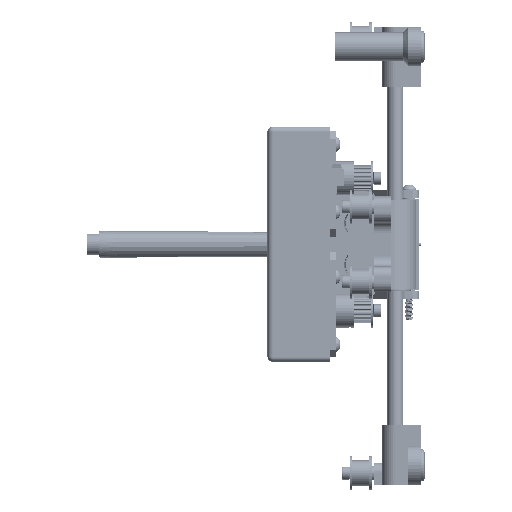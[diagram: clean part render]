
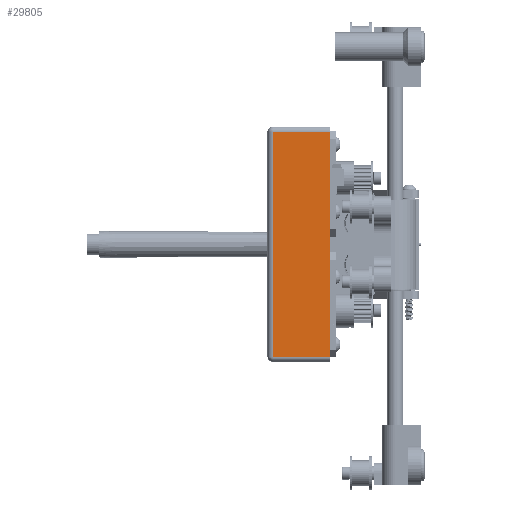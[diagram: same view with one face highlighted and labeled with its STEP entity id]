
A CAD part, left-side view. The second image highlights one B-rep face of the part: STEP entity #29805.
In plain terms, the highlighted face is planar.
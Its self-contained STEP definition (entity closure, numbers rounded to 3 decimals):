
#25984=DIRECTION('',(-1.,0.,0.));
#25985=VECTOR('',#25984,86.5);
#25986=CARTESIAN_POINT('',(43.25,0.,-39.75));
#25987=LINE('',#25986,#25985);
#27115=DIRECTION('',(0.,-1.,0.));
#27116=VECTOR('',#27115,22.);
#27117=CARTESIAN_POINT('',(-43.25,22.,-39.75));
#27118=LINE('',#27117,#27116);
#27122=DIRECTION('',(0.,-1.,0.));
#27123=VECTOR('',#27122,22.);
#27124=CARTESIAN_POINT('',(43.25,22.,-39.75));
#27125=LINE('',#27124,#27123);
#27129=DIRECTION('',(-1.,0.,0.));
#27130=VECTOR('',#27129,86.5);
#27131=CARTESIAN_POINT('',(43.25,22.,-39.75));
#27132=LINE('',#27131,#27130);
#27472=CARTESIAN_POINT('',(-43.25,0.,-39.75));
#27474=VERTEX_POINT('',#27472);
#27475=CARTESIAN_POINT('',(-43.25,22.,-39.75));
#27476=VERTEX_POINT('',#27475);
#27483=CARTESIAN_POINT('',(43.25,22.,-39.75));
#27484=VERTEX_POINT('',#27483);
#27485=CARTESIAN_POINT('',(43.25,0.,-39.75));
#27487=VERTEX_POINT('',#27485);
#29794=CARTESIAN_POINT('',(45.25,0.,-39.75));
#29795=DIRECTION('',(0.,0.,-1.));
#29796=DIRECTION('',(-1.,0.,0.));
#29797=AXIS2_PLACEMENT_3D('',#29794,#29795,#29796);
#29798=PLANE('',#29797);
#29799=ORIENTED_EDGE('',*,*,#29787,.T.);
#29800=ORIENTED_EDGE('',*,*,#28754,.F.);
#29801=ORIENTED_EDGE('',*,*,#29738,.F.);
#29802=ORIENTED_EDGE('',*,*,#29763,.T.);
#29803=EDGE_LOOP('',(#29799,#29800,#29801,#29802));
#29804=FACE_OUTER_BOUND('',#29803,.F.);
#29805=ADVANCED_FACE('',(#29804),#29798,.T.);
#28754=EDGE_CURVE('',#27487,#27474,#25987,.T.);
#29738=EDGE_CURVE('',#27484,#27487,#27125,.T.);
#29763=EDGE_CURVE('',#27484,#27476,#27132,.T.);
#29787=EDGE_CURVE('',#27476,#27474,#27118,.T.);
